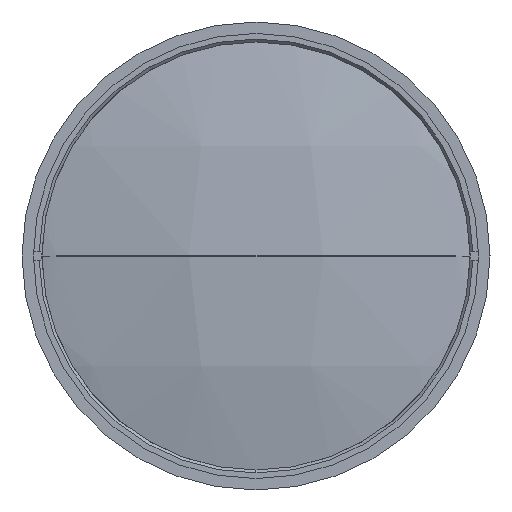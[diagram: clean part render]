
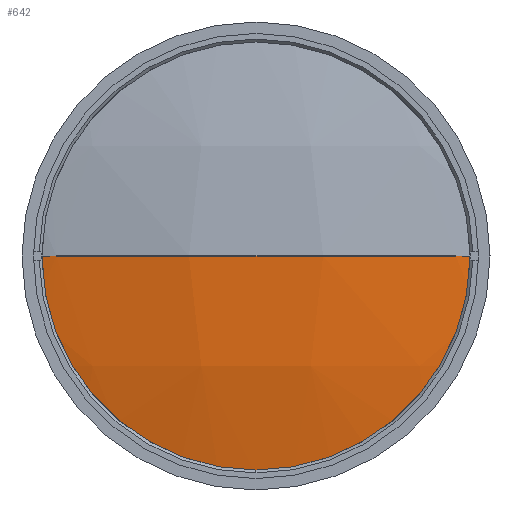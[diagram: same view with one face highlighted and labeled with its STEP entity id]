
A CAD part, left-side view. The second image highlights one B-rep face of the part: STEP entity #642.
In plain terms, the highlighted spherical face has radius 164.18 mm.
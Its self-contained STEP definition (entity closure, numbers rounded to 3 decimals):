
#58 = DIRECTION ( 'NONE',  ( -1., 0., 0. ) ) ;
#173 = VERTEX_POINT ( 'NONE', #935 ) ;
#207 = DIRECTION ( 'NONE',  ( -1., 0., 0. ) ) ;
#263 = ORIENTED_EDGE ( 'NONE', *, *, #543, .F. ) ;
#301 = VERTEX_POINT ( 'NONE', #1681 ) ;
#314 = DIRECTION ( 'NONE',  ( 0., 1., 0. ) ) ;
#464 = EDGE_CURVE ( 'NONE', #2035, #838, #1719, .T. ) ;
#469 = AXIS2_PLACEMENT_3D ( 'NONE', #2723, #1823, #207 ) ;
#487 = AXIS2_PLACEMENT_3D ( 'NONE', #630, #1545, #314 ) ;
#537 = AXIS2_PLACEMENT_3D ( 'NONE', #1400, #58, #1658 ) ;
#543 = EDGE_CURVE ( 'NONE', #2159, #301, #2380, .T. ) ;
#551 = ORIENTED_EDGE ( 'NONE', *, *, #832, .T. ) ;
#588 = DIRECTION ( 'NONE',  ( 0., 1., 0. ) ) ;
#622 = CARTESIAN_POINT ( 'NONE',  ( 21.17, 35., 0. ) ) ;
#625 = ORIENTED_EDGE ( 'NONE', *, *, #464, .F. ) ;
#630 = CARTESIAN_POINT ( 'NONE',  ( 21.17, 0., 0. ) ) ;
#642 = ADVANCED_FACE ( 'NONE', ( #2205 ), #2640, .T. ) ;
#696 = EDGE_CURVE ( 'NONE', #1726, #2159, #803, .T. ) ;
#718 = CIRCLE ( 'NONE', #537, 38.306 ) ;
#734 = CARTESIAN_POINT ( 'NONE',  ( -139.236, -35., 0. ) ) ;
#803 = CIRCLE ( 'NONE', #2328, 164.18 ) ;
#815 = DIRECTION ( 'NONE',  ( 1., 0., 0. ) ) ;
#832 = EDGE_CURVE ( 'NONE', #173, #838, #2348, .T. ) ;
#838 = VERTEX_POINT ( 'NONE', #734 ) ;
#843 = DIRECTION ( 'NONE',  ( 0., 0., -1. ) ) ;
#845 = EDGE_LOOP ( 'NONE', ( #1477, #551, #625, #1291, #263, #1339 ) ) ;
#847 = EDGE_CURVE ( 'NONE', #1726, #173, #718, .T. ) ;
#935 = CARTESIAN_POINT ( 'NONE',  ( -138.479, -38.306, 0. ) ) ;
#941 = AXIS2_PLACEMENT_3D ( 'NONE', #622, #2484, #2274 ) ;
#988 = CARTESIAN_POINT ( 'NONE',  ( -139.236, -35., 0. ) ) ;
#998 = AXIS2_PLACEMENT_3D ( 'NONE', #1490, #843, #588 ) ;
#1188 = CIRCLE ( 'NONE', #469, 164.18 ) ;
#1291 = ORIENTED_EDGE ( 'NONE', *, *, #2015, .F. ) ;
#1339 = ORIENTED_EDGE ( 'NONE', *, *, #696, .F. ) ;
#1400 = CARTESIAN_POINT ( 'NONE',  ( -138.479, 0., 0. ) ) ;
#1471 = DIRECTION ( 'NONE',  ( 0., 0., 1. ) ) ;
#1477 = ORIENTED_EDGE ( 'NONE', *, *, #847, .T. ) ;
#1490 = CARTESIAN_POINT ( 'NONE',  ( 21.17, 0., 0. ) ) ;
#1545 = DIRECTION ( 'NONE',  ( 0., 0., -1. ) ) ;
#1570 = AXIS2_PLACEMENT_3D ( 'NONE', #1801, #2024, #2221 ) ;
#1658 = DIRECTION ( 'NONE',  ( 0., 0., -1. ) ) ;
#1681 = CARTESIAN_POINT ( 'NONE',  ( -139.236, 35., 0. ) ) ;
#1719 = CIRCLE ( 'NONE', #1570, 160.406 ) ;
#1726 = VERTEX_POINT ( 'NONE', #2326 ) ;
#1801 = CARTESIAN_POINT ( 'NONE',  ( 21.17, -35., 0. ) ) ;
#1823 = DIRECTION ( 'NONE',  ( 0., 0., 1. ) ) ;
#2015 = EDGE_CURVE ( 'NONE', #301, #2035, #1188, .T. ) ;
#2024 = DIRECTION ( 'NONE',  ( 0., 1., 0. ) ) ;
#2035 = VERTEX_POINT ( 'NONE', #988 ) ;
#2095 = CARTESIAN_POINT ( 'NONE',  ( -139.236, 35., 0. ) ) ;
#2159 = VERTEX_POINT ( 'NONE', #2095 ) ;
#2205 = FACE_OUTER_BOUND ( 'NONE', #845, .T. ) ;
#2221 = DIRECTION ( 'NONE',  ( 0., 0., 1. ) ) ;
#2274 = DIRECTION ( 'NONE',  ( 0., 0., -1. ) ) ;
#2326 = CARTESIAN_POINT ( 'NONE',  ( -138.479, 38.306, 0. ) ) ;
#2328 = AXIS2_PLACEMENT_3D ( 'NONE', #2671, #1471, #815 ) ;
#2348 = CIRCLE ( 'NONE', #487, 164.18 ) ;
#2380 = CIRCLE ( 'NONE', #941, 160.406 ) ;
#2484 = DIRECTION ( 'NONE',  ( 0., -1., 0. ) ) ;
#2640 = SPHERICAL_SURFACE ( 'NONE', #998, 164.18 ) ;
#2671 = CARTESIAN_POINT ( 'NONE',  ( 21.17, 0., 0. ) ) ;
#2723 = CARTESIAN_POINT ( 'NONE',  ( 21.17, 0., 0. ) ) ;
